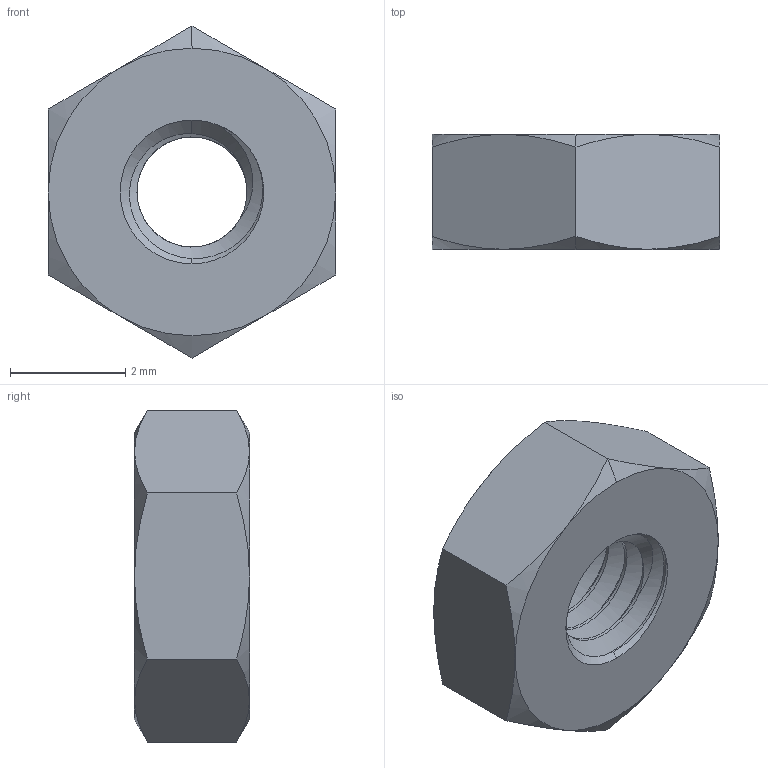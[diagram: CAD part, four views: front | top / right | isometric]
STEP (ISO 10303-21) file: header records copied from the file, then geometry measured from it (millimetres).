
FILE_DESCRIPTION (( 'STEP AP214' ), '1' );
FILE_NAME ('90592A080_Steel Hex Nut.STEP', '2022-09-16T18:11:39', ( '' ), ( '' ), 'SwSTEP 2.0', 'SolidWorks 2022', '' );
FILE_SCHEMA (( 'AUTOMOTIVE_DESIGN' ));
Length unit declared in the file: millimetre
Products named in the file (1): 90592A080_Steel Hex Nut
Bounding box: 5 x 2 x 5.77 mm (x, y, z)
Volume: 35.1 mm3; surface area: 90 mm2
Topology: 1 solids, 1 shells, 41 faces, 98 edges, 59 vertices
Faces by surface type: cone 20, cylinder 10, plane 8, bspline 3
Entity records: 1960 total; most frequent: CARTESIAN_POINT 1100, ORIENTED_EDGE 196, DIRECTION 141, EDGE_CURVE 98, AXIS2_PLACEMENT_3D 60, VERTEX_POINT 59, EDGE_LOOP 43, FACE_OUTER_BOUND 41
